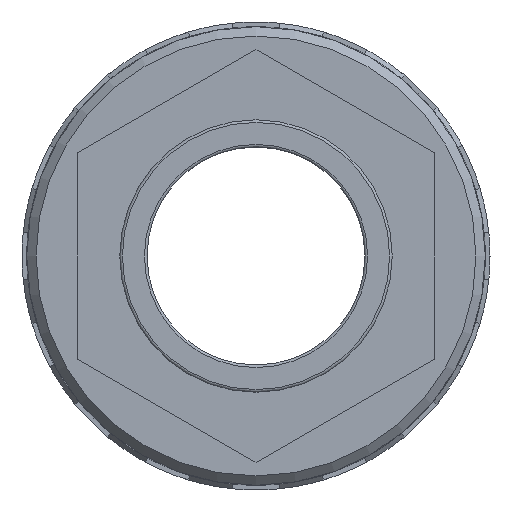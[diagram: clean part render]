
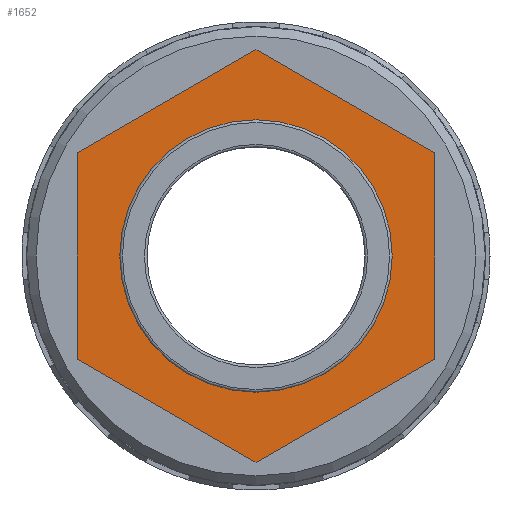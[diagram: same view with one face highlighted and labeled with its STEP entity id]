
A CAD part, left-side view. The second image highlights one B-rep face of the part: STEP entity #1652.
In plain terms, the highlighted planar face has unit normal (-1, 0, 0).
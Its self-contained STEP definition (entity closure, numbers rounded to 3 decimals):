
#58=FACE_BOUND('',#356,.T.);
#143=CIRCLE('',#1812,20.955);
#242=FACE_OUTER_BOUND('',#355,.T.);
#355=EDGE_LOOP('',(#1492,#1493,#1494,#1495,#1496,#1497));
#356=EDGE_LOOP('',(#1498));
#359=LINE('',#2339,#505);
#363=LINE('',#2346,#509);
#366=LINE('',#2354,#512);
#370=LINE('',#2361,#516);
#372=LINE('',#2364,#518);
#374=LINE('',#2367,#520);
#505=VECTOR('',#1837,31.754);
#509=VECTOR('',#1843,31.754);
#512=VECTOR('',#1848,31.754);
#516=VECTOR('',#1854,31.754);
#518=VECTOR('',#1858,31.754);
#520=VECTOR('',#1862,31.754);
#651=VERTEX_POINT('',#2336);
#652=VERTEX_POINT('',#2338);
#654=VERTEX_POINT('',#2344);
#657=VERTEX_POINT('',#2351);
#658=VERTEX_POINT('',#2353);
#660=VERTEX_POINT('',#2359);
#801=VERTEX_POINT('',#2785);
#811=EDGE_CURVE('',#651,#652,#359,.T.);
#815=EDGE_CURVE('',#654,#651,#363,.T.);
#818=EDGE_CURVE('',#657,#658,#366,.T.);
#822=EDGE_CURVE('',#660,#657,#370,.T.);
#824=EDGE_CURVE('',#652,#660,#372,.T.);
#826=EDGE_CURVE('',#658,#654,#374,.T.);
#1029=EDGE_CURVE('',#801,#801,#143,.T.);
#1492=ORIENTED_EDGE('',*,*,#811,.F.);
#1493=ORIENTED_EDGE('',*,*,#815,.F.);
#1494=ORIENTED_EDGE('',*,*,#826,.F.);
#1495=ORIENTED_EDGE('',*,*,#818,.F.);
#1496=ORIENTED_EDGE('',*,*,#822,.F.);
#1497=ORIENTED_EDGE('',*,*,#824,.F.);
#1498=ORIENTED_EDGE('',*,*,#1029,.F.);
#1560=PLANE('',#1830);
#1652=ADVANCED_FACE('',(#242,#58),#1560,.T.);
#1812=AXIS2_PLACEMENT_3D('',#2786,#2291,#2292);
#1830=AXIS2_PLACEMENT_3D('',#2813,#2329,#2330);
#1837=DIRECTION('',(0.,-0.866,-0.5));
#1843=DIRECTION('',(0.,-0.866,0.5));
#1848=DIRECTION('',(0.,0.866,0.5));
#1854=DIRECTION('',(0.,0.866,-0.5));
#1858=DIRECTION('',(0.,0.,-1.));
#1862=DIRECTION('',(0.,0.,1.));
#2291=DIRECTION('center_axis',(-1.,0.,0.));
#2292=DIRECTION('ref_axis',(0.,0.,1.));
#2329=DIRECTION('center_axis',(-1.,0.,0.));
#2330=DIRECTION('ref_axis',(0.,0.,1.));
#2336=CARTESIAN_POINT('',(-20.,0.,31.754));
#2338=CARTESIAN_POINT('',(-20.,-27.5,15.877));
#2339=CARTESIAN_POINT('',(-20.,0.,31.754));
#2344=CARTESIAN_POINT('',(-20.,27.5,15.877));
#2346=CARTESIAN_POINT('',(-20.,27.5,15.877));
#2351=CARTESIAN_POINT('',(-20.,0.,-31.754));
#2353=CARTESIAN_POINT('',(-20.,27.5,-15.877));
#2354=CARTESIAN_POINT('',(-20.,0.,-31.754));
#2359=CARTESIAN_POINT('',(-20.,-27.5,-15.877));
#2361=CARTESIAN_POINT('',(-20.,-27.5,-15.877));
#2364=CARTESIAN_POINT('',(-20.,-27.5,15.877));
#2367=CARTESIAN_POINT('',(-20.,27.5,-15.877));
#2785=CARTESIAN_POINT('',(-20.,-20.955,0.));
#2786=CARTESIAN_POINT('Origin',(-20.,0.,0.));
#2813=CARTESIAN_POINT('Origin',(-20.,-20.955,0.));
